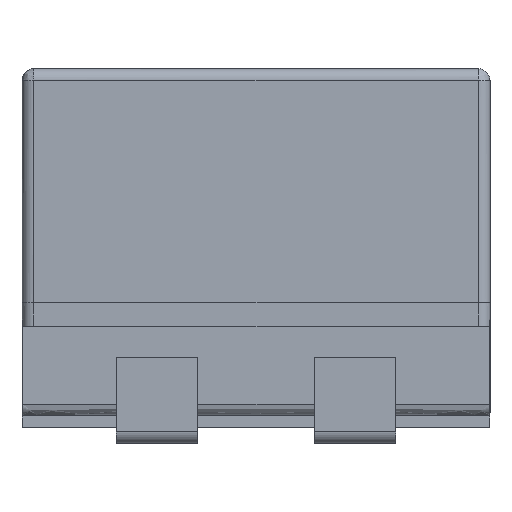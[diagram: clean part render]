
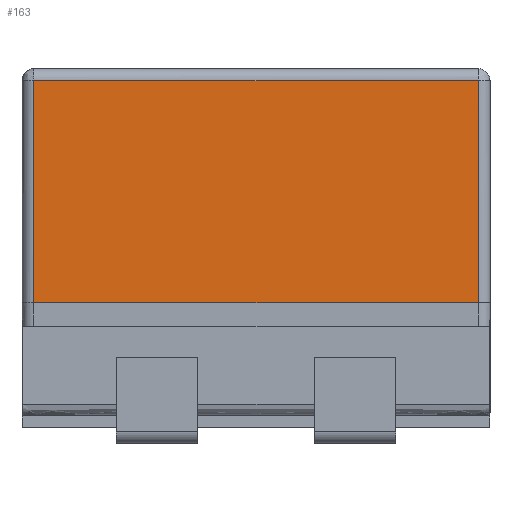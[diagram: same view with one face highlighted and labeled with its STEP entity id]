
A CAD part, left-side view. The second image highlights one B-rep face of the part: STEP entity #163.
In plain terms, the highlighted free-form (B-spline) face has degree [1, 1] with [2, 2] control points.
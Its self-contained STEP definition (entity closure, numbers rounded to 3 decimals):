
#128=CARTESIAN_POINT('',(-4.6,3.,0.));
#129=CARTESIAN_POINT('',(-4.6,3.,3.));
#130=CARTESIAN_POINT('',(-4.6,-3.,0.));
#131=CARTESIAN_POINT('',(-4.6,-3.,3.));
#132=B_SPLINE_SURFACE_WITH_KNOTS('',1,1,((#128,#129),(#130,#131)),.PLANE_SURF.,.F.,.F.,.U.,(2,2),(2,2),(0.,1.),(0.,1.),.UNSPECIFIED.);
#133=CARTESIAN_POINT('',(-4.6,2.85,0.));
#134=VERTEX_POINT('',#133);
#135=CARTESIAN_POINT('',(-4.6,2.85,2.85));
#136=VERTEX_POINT('',#135);
#137=CARTESIAN_POINT('',(-4.6,2.85,0.));
#138=CARTESIAN_POINT('',(-4.6,2.85,2.85));
#139=B_SPLINE_CURVE_WITH_KNOTS('',1,(#137,#138),.POLYLINE_FORM.,.F.,.U.,(2,2),(0.,0.95),.UNSPECIFIED.);
#140=EDGE_CURVE('',#134,#136,#139,.T.);
#141=ORIENTED_EDGE('',*,*,#140,.F.);
#142=CARTESIAN_POINT('',(-4.6,-2.85,0.));
#143=VERTEX_POINT('',#142);
#144=CARTESIAN_POINT('',(-4.6,2.85,0.));
#145=CARTESIAN_POINT('',(-4.6,-2.85,0.));
#146=B_SPLINE_CURVE_WITH_KNOTS('',1,(#144,#145),.POLYLINE_FORM.,.F.,.U.,(2,2),(0.025,0.975),.UNSPECIFIED.);
#147=EDGE_CURVE('',#134,#143,#146,.T.);
#148=ORIENTED_EDGE('',*,*,#147,.T.);
#149=CARTESIAN_POINT('',(-4.6,-2.85,2.85));
#150=VERTEX_POINT('',#149);
#151=CARTESIAN_POINT('',(-4.6,-2.85,0.));
#152=CARTESIAN_POINT('',(-4.6,-2.85,2.85));
#153=B_SPLINE_CURVE_WITH_KNOTS('',1,(#151,#152),.POLYLINE_FORM.,.F.,.U.,(2,2),(0.,0.95),.UNSPECIFIED.);
#154=EDGE_CURVE('',#143,#150,#153,.T.);
#155=ORIENTED_EDGE('',*,*,#154,.T.);
#156=CARTESIAN_POINT('',(-4.6,2.85,2.85));
#157=CARTESIAN_POINT('',(-4.6,-2.85,2.85));
#158=B_SPLINE_CURVE_WITH_KNOTS('',1,(#156,#157),.POLYLINE_FORM.,.F.,.U.,(2,2),(0.025,0.975),.UNSPECIFIED.);
#159=EDGE_CURVE('',#136,#150,#158,.T.);
#160=ORIENTED_EDGE('',*,*,#159,.F.);
#161=EDGE_LOOP('',(#141,#148,#155,#160));
#162=FACE_OUTER_BOUND('',#161,.T.);
#163=ADVANCED_FACE('',(#162),#132,.T.);
